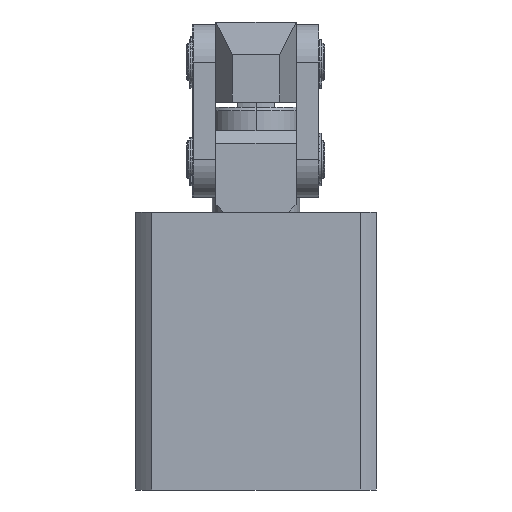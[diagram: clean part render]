
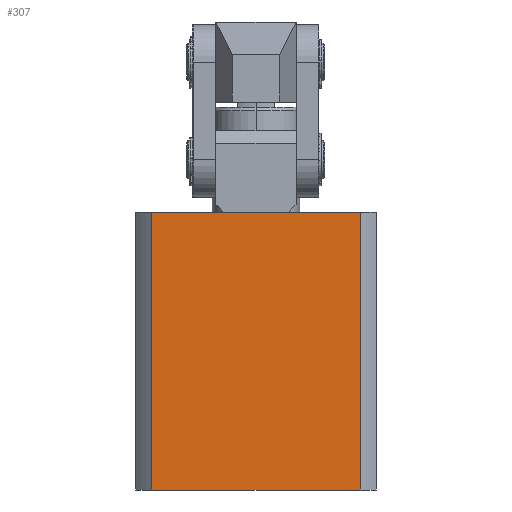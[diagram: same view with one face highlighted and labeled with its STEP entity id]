
A CAD part, left-side view. The second image highlights one B-rep face of the part: STEP entity #307.
In plain terms, the highlighted planar face has unit normal (-1, 0, 0).
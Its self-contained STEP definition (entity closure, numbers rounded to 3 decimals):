
#307 = ADVANCED_FACE ( 'NONE', ( #1406 ), #4962, .F. ) ;
#402 = LINE ( 'NONE', #1184, #485 ) ;
#404 = LINE ( 'NONE', #1190, #424 ) ;
#424 = VECTOR ( 'NONE', #1192, 1000. ) ;
#465 = LINE ( 'NONE', #1191, #497 ) ;
#485 = VECTOR ( 'NONE', #1189, 1000. ) ;
#497 = VECTOR ( 'NONE', #1188, 1000. ) ;
#996 = ORIENTED_EDGE ( 'NONE', *, *, #7953, .T. ) ;
#1059 = ORIENTED_EDGE ( 'NONE', *, *, #4045, .F. ) ;
#1184 = CARTESIAN_POINT ( 'NONE',  ( -48., 0., 111. ) ) ;
#1188 = DIRECTION ( 'NONE',  ( 0., 0., -1. ) ) ;
#1189 = DIRECTION ( 'NONE',  ( 0., -1., 0. ) ) ;
#1190 = CARTESIAN_POINT ( 'NONE',  ( -48., -41.572, 111. ) ) ;
#1191 = CARTESIAN_POINT ( 'NONE',  ( -48., 41.572, 111. ) ) ;
#1192 = DIRECTION ( 'NONE',  ( 0., 0., -1. ) ) ;
#1406 = FACE_OUTER_BOUND ( 'NONE', #8786, .T. ) ;
#1790 = CARTESIAN_POINT ( 'NONE',  ( -48., 41.572, 111. ) ) ;
#1880 = CARTESIAN_POINT ( 'NONE',  ( -48., -41.572, 0. ) ) ;
#3747 = LINE ( 'NONE', #6180, #3749 ) ;
#3749 = VECTOR ( 'NONE', #6181, 1000. ) ;
#4045 = EDGE_CURVE ( 'NONE', #7463, #8254, #402, .T. ) ;
#4046 = EDGE_CURVE ( 'NONE', #8254, #7621, #404, .T. ) ;
#4048 = EDGE_CURVE ( 'NONE', #7463, #8695, #465, .T. ) ;
#4157 = AXIS2_PLACEMENT_3D ( 'NONE', #4915, #4910, #4892 ) ;
#4892 = DIRECTION ( 'NONE',  ( 0., 1., 0. ) ) ;
#4910 = DIRECTION ( 'NONE',  ( 1., 0., 0. ) ) ;
#4915 = CARTESIAN_POINT ( 'NONE',  ( -48., 0., 111. ) ) ;
#4962 = PLANE ( 'NONE',  #4157 ) ;
#5166 = CARTESIAN_POINT ( 'NONE',  ( -48., 41.572, 0. ) ) ;
#6180 = CARTESIAN_POINT ( 'NONE',  ( -48., 0., 0. ) ) ;
#6181 = DIRECTION ( 'NONE',  ( 0., -1., 0. ) ) ;
#6415 = CARTESIAN_POINT ( 'NONE',  ( -48., -41.572, 111. ) ) ;
#7463 = VERTEX_POINT ( 'NONE', #1790 ) ;
#7621 = VERTEX_POINT ( 'NONE', #1880 ) ;
#7953 = EDGE_CURVE ( 'NONE', #8695, #7621, #3747, .T. ) ;
#8254 = VERTEX_POINT ( 'NONE', #6415 ) ;
#8695 = VERTEX_POINT ( 'NONE', #5166 ) ;
#8785 = ORIENTED_EDGE ( 'NONE', *, *, #4046, .F. ) ;
#8786 = EDGE_LOOP ( 'NONE', ( #996, #8785, #1059, #8821 ) ) ;
#8821 = ORIENTED_EDGE ( 'NONE', *, *, #4048, .T. ) ;
